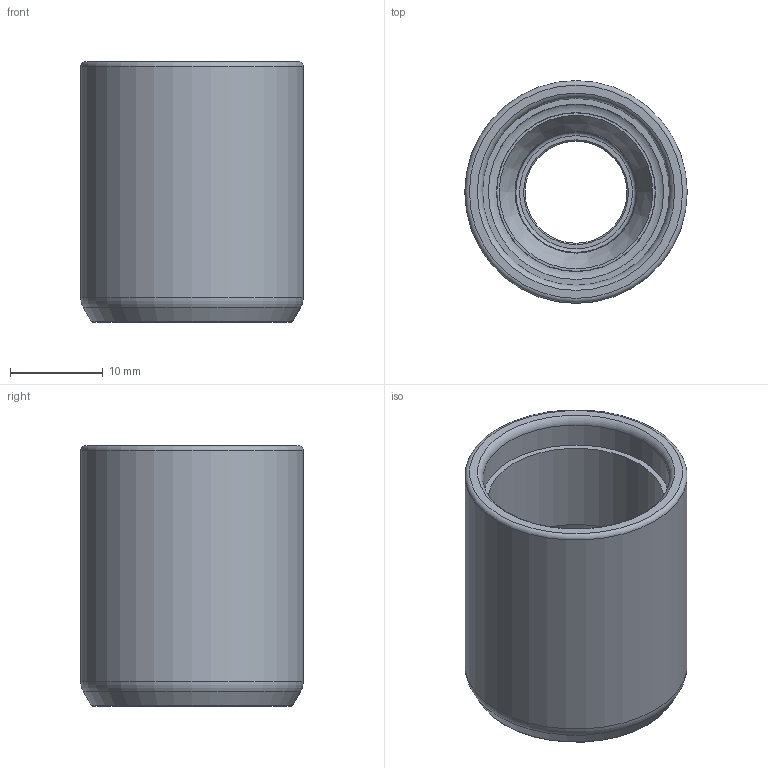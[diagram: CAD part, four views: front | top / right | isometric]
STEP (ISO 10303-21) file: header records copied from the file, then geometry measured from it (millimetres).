
FILE_DESCRIPTION(/* description */ (''),/* implementation_level */ '2;1');
FILE_NAME(/* name */ '361690000.stp',/* time_stamp */ '2021-09-24T14:17:06',/* author */ ('LRA'),/* organization */ ('REGO-FIX'),/* preprocessor_version */ ' Unknown',/* originating_system */ 'SIEMENS PLM Software Solid Edge ST10',/* authorization */ 'Unknown');
FILE_SCHEMA (('AUTOMOTIVE_DESIGN { 1 0 10303 214 2 1 1}'));
Length unit declared in the file: millimetre
Products named in the file (1): NOCUT
Bounding box: 24 x 24 x 28.1 mm (x, y, z)
Volume: 5717.3 mm3; surface area: 4217.2 mm2
Topology: 1 solids, 1 shells, 27 faces, 56 edges, 36 vertices
Faces by surface type: cylinder 8, plane 7, cone 6, torus 6
Full cylindrical faces by diameter (mm): 11 x1, 13 x1, 17.092 x1, 17.5 x1, 18.917 x1, 20.15 x2, 24 x1
Entity records: 776 total; most frequent: DIRECTION 116, CARTESIAN_POINT 85, AXIS2_PLACEMENT_3D 58, ORIENTED_EDGE 54, EDGE_LOOP 54, FACE_BOUND 54, EDGE_CURVE 27, VERTEX_POINT 27
